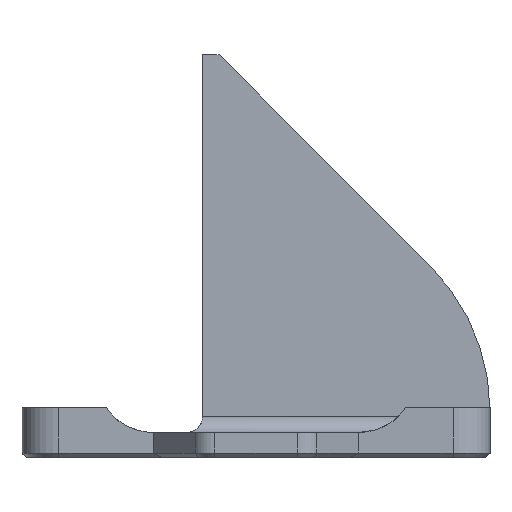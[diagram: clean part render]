
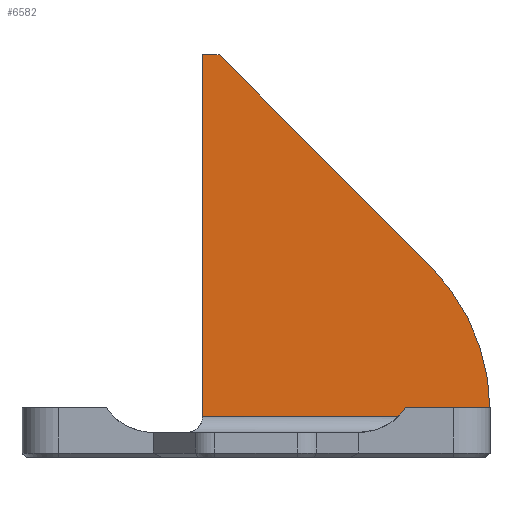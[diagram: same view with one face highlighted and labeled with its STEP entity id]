
A CAD part, front view. The second image highlights one B-rep face of the part: STEP entity #6582.
In plain terms, the highlighted planar face has unit normal (0, -1, 0).
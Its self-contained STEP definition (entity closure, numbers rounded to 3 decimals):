
#1345 = PLANE('',#1346);
#1346 = AXIS2_PLACEMENT_3D('',#1347,#1348,#1349);
#1347 = CARTESIAN_POINT('',(-6.5,65.,30.));
#1348 = DIRECTION('',(-1.,-0.,-0.));
#1349 = DIRECTION('',(0.,0.,-1.));
#2336 = PLANE('',#2337);
#2337 = AXIS2_PLACEMENT_3D('',#2338,#2339,#2340);
#2338 = CARTESIAN_POINT('',(28.5,-21.,0.));
#2339 = DIRECTION('',(-1.,0.,0.));
#2340 = DIRECTION('',(0.,0.,-1.));
#2944 = VERTEX_POINT('',#2945);
#2945 = CARTESIAN_POINT('',(-6.5,-6.5,5.));
#2971 = EDGE_CURVE('',#2944,#2972,#2974,.T.);
#2972 = VERTEX_POINT('',#2973);
#2973 = CARTESIAN_POINT('',(-6.5,-6.5,49.));
#2974 = SURFACE_CURVE('',#2975,(#2979,#2986),.PCURVE_S1.);
#2975 = LINE('',#2976,#2977);
#2976 = CARTESIAN_POINT('',(-6.5,-6.5,3.));
#2977 = VECTOR('',#2978,1.);
#2978 = DIRECTION('',(0.,0.,1.));
#2979 = PCURVE('',#1345,#2980);
#2980 = DEFINITIONAL_REPRESENTATION('',(#2981),#2985);
#2981 = LINE('',#2982,#2983);
#2982 = CARTESIAN_POINT('',(27.,71.5));
#2983 = VECTOR('',#2984,1.);
#2984 = DIRECTION('',(-1.,0.));
#2985 = ( GEOMETRIC_REPRESENTATION_CONTEXT(2) 
PARAMETRIC_REPRESENTATION_CONTEXT() REPRESENTATION_CONTEXT('2D SPACE',''
  ) );
#2986 = PCURVE('',#2987,#2992);
#2987 = PLANE('',#2988);
#2988 = AXIS2_PLACEMENT_3D('',#2989,#2990,#2991);
#2989 = CARTESIAN_POINT('',(28.5,-6.5,3.));
#2990 = DIRECTION('',(0.,-1.,0.));
#2991 = DIRECTION('',(-1.,0.,0.));
#2992 = DEFINITIONAL_REPRESENTATION('',(#2993),#2997);
#2993 = LINE('',#2994,#2995);
#2994 = CARTESIAN_POINT('',(35.,0.));
#2995 = VECTOR('',#2996,1.);
#2996 = DIRECTION('',(0.,-1.));
#2997 = ( GEOMETRIC_REPRESENTATION_CONTEXT(2) 
PARAMETRIC_REPRESENTATION_CONTEXT() REPRESENTATION_CONTEXT('2D SPACE',''
  ) );
#3015 = PLANE('',#3016);
#3016 = AXIS2_PLACEMENT_3D('',#3017,#3018,#3019);
#3017 = CARTESIAN_POINT('',(5.117,17.,49.));
#3018 = DIRECTION('',(0.,0.,1.));
#3019 = DIRECTION('',(0.,1.,0.));
#4790 = VERTEX_POINT('',#4791);
#4791 = CARTESIAN_POINT('',(28.5,-6.5,5.));
#4810 = CYLINDRICAL_SURFACE('',#4811,2.);
#4811 = AXIS2_PLACEMENT_3D('',#4812,#4813,#4814);
#4812 = CARTESIAN_POINT('',(28.5,-8.5,5.));
#4813 = DIRECTION('',(-1.,0.,0.));
#4814 = DIRECTION('',(0.,0.,-1.));
#4822 = EDGE_CURVE('',#4790,#4823,#4825,.T.);
#4823 = VERTEX_POINT('',#4824);
#4824 = CARTESIAN_POINT('',(28.5,-6.5,5.645));
#4825 = SURFACE_CURVE('',#4826,(#4830,#4837),.PCURVE_S1.);
#4826 = LINE('',#4827,#4828);
#4827 = CARTESIAN_POINT('',(28.5,-6.5,3.));
#4828 = VECTOR('',#4829,1.);
#4829 = DIRECTION('',(0.,0.,1.));
#4830 = PCURVE('',#2336,#4831);
#4831 = DEFINITIONAL_REPRESENTATION('',(#4832),#4836);
#4832 = LINE('',#4833,#4834);
#4833 = CARTESIAN_POINT('',(-3.,-14.5));
#4834 = VECTOR('',#4835,1.);
#4835 = DIRECTION('',(-1.,0.));
#4836 = ( GEOMETRIC_REPRESENTATION_CONTEXT(2) 
PARAMETRIC_REPRESENTATION_CONTEXT() REPRESENTATION_CONTEXT('2D SPACE',''
  ) );
#4837 = PCURVE('',#2987,#4838);
#4838 = DEFINITIONAL_REPRESENTATION('',(#4839),#4843);
#4839 = LINE('',#4840,#4841);
#4840 = CARTESIAN_POINT('',(-0.,0.));
#4841 = VECTOR('',#4842,1.);
#4842 = DIRECTION('',(0.,-1.));
#4843 = ( GEOMETRIC_REPRESENTATION_CONTEXT(2) 
PARAMETRIC_REPRESENTATION_CONTEXT() REPRESENTATION_CONTEXT('2D SPACE',''
  ) );
#4861 = CYLINDRICAL_SURFACE('',#4862,25.);
#4862 = AXIS2_PLACEMENT_3D('',#4863,#4864,#4865);
#4863 = CARTESIAN_POINT('',(3.5,-4.5,5.645));
#4864 = DIRECTION('',(0.,-1.,0.));
#4865 = DIRECTION('',(1.,0.,0.));
#6582 = ADVANCED_FACE('',(#6583),#2987,.T.);
#6583 = FACE_BOUND('',#6584,.T.);
#6584 = EDGE_LOOP('',(#6585,#6586,#6610,#6638,#6659,#6660));
#6585 = ORIENTED_EDGE('',*,*,#4822,.T.);
#6586 = ORIENTED_EDGE('',*,*,#6587,.T.);
#6587 = EDGE_CURVE('',#4823,#6588,#6590,.T.);
#6588 = VERTEX_POINT('',#6589);
#6589 = CARTESIAN_POINT('',(21.178,-6.5,23.322));
#6590 = SURFACE_CURVE('',#6591,(#6596,#6603),.PCURVE_S1.);
#6591 = CIRCLE('',#6592,25.);
#6592 = AXIS2_PLACEMENT_3D('',#6593,#6594,#6595);
#6593 = CARTESIAN_POINT('',(3.5,-6.5,5.645));
#6594 = DIRECTION('',(0.,-1.,0.));
#6595 = DIRECTION('',(0.,0.,-1.));
#6596 = PCURVE('',#2987,#6597);
#6597 = DEFINITIONAL_REPRESENTATION('',(#6598),#6602);
#6598 = CIRCLE('',#6599,25.);
#6599 = AXIS2_PLACEMENT_2D('',#6600,#6601);
#6600 = CARTESIAN_POINT('',(25.,-2.645));
#6601 = DIRECTION('',(0.,1.));
#6602 = ( GEOMETRIC_REPRESENTATION_CONTEXT(2) 
PARAMETRIC_REPRESENTATION_CONTEXT() REPRESENTATION_CONTEXT('2D SPACE',''
  ) );
#6603 = PCURVE('',#4861,#6604);
#6604 = DEFINITIONAL_REPRESENTATION('',(#6605),#6609);
#6605 = LINE('',#6606,#6607);
#6606 = CARTESIAN_POINT('',(-1.571,2.));
#6607 = VECTOR('',#6608,1.);
#6608 = DIRECTION('',(1.,0.));
#6609 = ( GEOMETRIC_REPRESENTATION_CONTEXT(2) 
PARAMETRIC_REPRESENTATION_CONTEXT() REPRESENTATION_CONTEXT('2D SPACE',''
  ) );
#6610 = ORIENTED_EDGE('',*,*,#6611,.F.);
#6611 = EDGE_CURVE('',#6612,#6588,#6614,.T.);
#6612 = VERTEX_POINT('',#6613);
#6613 = CARTESIAN_POINT('',(-4.5,-6.5,49.));
#6614 = SURFACE_CURVE('',#6615,(#6619,#6626),.PCURVE_S1.);
#6615 = LINE('',#6616,#6617);
#6616 = CARTESIAN_POINT('',(23.5,-6.5,21.));
#6617 = VECTOR('',#6618,1.);
#6618 = DIRECTION('',(0.707,0.,-0.707
    ));
#6619 = PCURVE('',#2987,#6620);
#6620 = DEFINITIONAL_REPRESENTATION('',(#6621),#6625);
#6621 = LINE('',#6622,#6623);
#6622 = CARTESIAN_POINT('',(5.,-18.));
#6623 = VECTOR('',#6624,1.);
#6624 = DIRECTION('',(-0.707,0.707));
#6625 = ( GEOMETRIC_REPRESENTATION_CONTEXT(2) 
PARAMETRIC_REPRESENTATION_CONTEXT() REPRESENTATION_CONTEXT('2D SPACE',''
  ) );
#6626 = PCURVE('',#6627,#6632);
#6627 = PLANE('',#6628);
#6628 = AXIS2_PLACEMENT_3D('',#6629,#6630,#6631);
#6629 = CARTESIAN_POINT('',(12.,-4.5,32.5));
#6630 = DIRECTION('',(-0.707,0.,-0.707));
#6631 = DIRECTION('',(0.,1.,0.));
#6632 = DEFINITIONAL_REPRESENTATION('',(#6633),#6637);
#6633 = LINE('',#6634,#6635);
#6634 = CARTESIAN_POINT('',(-2.,16.263));
#6635 = VECTOR('',#6636,1.);
#6636 = DIRECTION('',(-0.,1.));
#6637 = ( GEOMETRIC_REPRESENTATION_CONTEXT(2) 
PARAMETRIC_REPRESENTATION_CONTEXT() REPRESENTATION_CONTEXT('2D SPACE',''
  ) );
#6638 = ORIENTED_EDGE('',*,*,#6639,.T.);
#6639 = EDGE_CURVE('',#6612,#2972,#6640,.T.);
#6640 = SURFACE_CURVE('',#6641,(#6645,#6652),.PCURVE_S1.);
#6641 = LINE('',#6642,#6643);
#6642 = CARTESIAN_POINT('',(28.5,-6.5,49.));
#6643 = VECTOR('',#6644,1.);
#6644 = DIRECTION('',(-1.,0.,0.));
#6645 = PCURVE('',#2987,#6646);
#6646 = DEFINITIONAL_REPRESENTATION('',(#6647),#6651);
#6647 = LINE('',#6648,#6649);
#6648 = CARTESIAN_POINT('',(0.,-46.));
#6649 = VECTOR('',#6650,1.);
#6650 = DIRECTION('',(1.,0.));
#6651 = ( GEOMETRIC_REPRESENTATION_CONTEXT(2) 
PARAMETRIC_REPRESENTATION_CONTEXT() REPRESENTATION_CONTEXT('2D SPACE',''
  ) );
#6652 = PCURVE('',#3015,#6653);
#6653 = DEFINITIONAL_REPRESENTATION('',(#6654),#6658);
#6654 = LINE('',#6655,#6656);
#6655 = CARTESIAN_POINT('',(-23.5,-23.383));
#6656 = VECTOR('',#6657,1.);
#6657 = DIRECTION('',(0.,1.));
#6658 = ( GEOMETRIC_REPRESENTATION_CONTEXT(2) 
PARAMETRIC_REPRESENTATION_CONTEXT() REPRESENTATION_CONTEXT('2D SPACE',''
  ) );
#6659 = ORIENTED_EDGE('',*,*,#2971,.F.);
#6660 = ORIENTED_EDGE('',*,*,#6661,.F.);
#6661 = EDGE_CURVE('',#4790,#2944,#6662,.T.);
#6662 = SURFACE_CURVE('',#6663,(#6667,#6674),.PCURVE_S1.);
#6663 = LINE('',#6664,#6665);
#6664 = CARTESIAN_POINT('',(28.5,-6.5,5.));
#6665 = VECTOR('',#6666,1.);
#6666 = DIRECTION('',(-1.,0.,0.));
#6667 = PCURVE('',#2987,#6668);
#6668 = DEFINITIONAL_REPRESENTATION('',(#6669),#6673);
#6669 = LINE('',#6670,#6671);
#6670 = CARTESIAN_POINT('',(0.,-2.));
#6671 = VECTOR('',#6672,1.);
#6672 = DIRECTION('',(1.,0.));
#6673 = ( GEOMETRIC_REPRESENTATION_CONTEXT(2) 
PARAMETRIC_REPRESENTATION_CONTEXT() REPRESENTATION_CONTEXT('2D SPACE',''
  ) );
#6674 = PCURVE('',#4810,#6675);
#6675 = DEFINITIONAL_REPRESENTATION('',(#6676),#6680);
#6676 = LINE('',#6677,#6678);
#6677 = CARTESIAN_POINT('',(-1.571,0.));
#6678 = VECTOR('',#6679,1.);
#6679 = DIRECTION('',(-0.,1.));
#6680 = ( GEOMETRIC_REPRESENTATION_CONTEXT(2) 
PARAMETRIC_REPRESENTATION_CONTEXT() REPRESENTATION_CONTEXT('2D SPACE',''
  ) );
